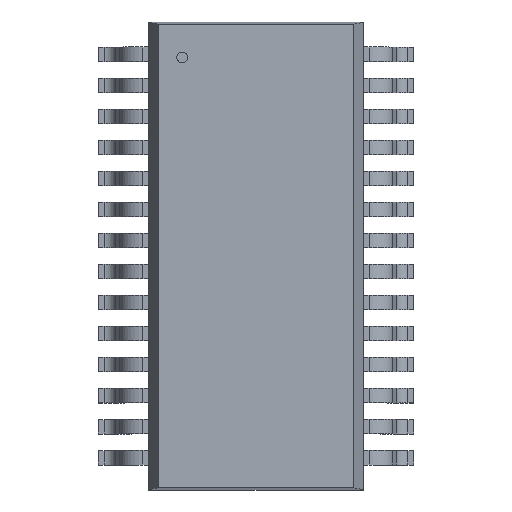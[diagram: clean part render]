
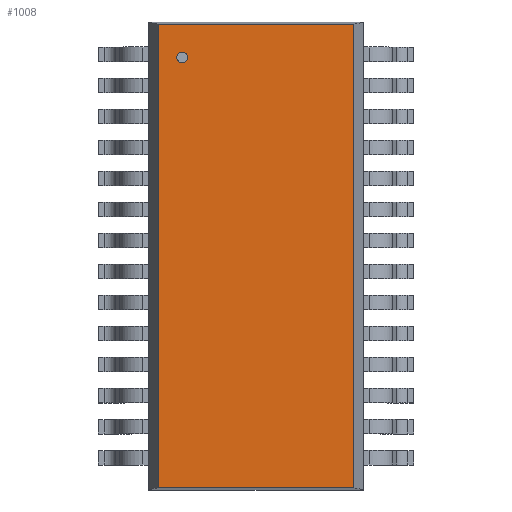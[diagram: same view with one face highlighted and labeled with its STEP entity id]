
A CAD part, top view. The second image highlights one B-rep face of the part: STEP entity #1008.
In plain terms, the highlighted planar face has unit normal (0, 0, 1).
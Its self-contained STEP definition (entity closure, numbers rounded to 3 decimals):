
#1008=ADVANCED_FACE('',(#1014),#1009,.F.);
#1009=PLANE('',#1010);
#1010=AXIS2_PLACEMENT_3D('',#1011,#1012,#1013);
#1011=CARTESIAN_POINT('Origin',(-2.045,-4.849,1.702));
#1012=DIRECTION('center_axis',(0.0,0.0,-1.0));
#1013=DIRECTION('ref_axis',(0.,1.,0.));
#1014=FACE_OUTER_BOUND('',#1015,.T.);
#1015=EDGE_LOOP('',(#1016,#1026,#1036,#1046));
#1016=ORIENTED_EDGE('',*,*,#1017,.F.);
#1017=EDGE_CURVE('',#1018,#1020,#1022,.T.);
#1018=VERTEX_POINT('',#1019);
#1019=CARTESIAN_POINT('',(2.045,-4.849,1.702));
#1020=VERTEX_POINT('',#1021);
#1021=CARTESIAN_POINT('',(-2.045,-4.849,1.702));
#1022=LINE('',#1023,#1024);
#1023=CARTESIAN_POINT('',(2.045,-4.849,1.702));
#1024=VECTOR('',#1025,4.089);
#1025=DIRECTION('',(-1.0,0.0,0.0));
#1026=ORIENTED_EDGE('',*,*,#1027,.F.);
#1027=EDGE_CURVE('',#1028,#1030,#1032,.T.);
#1028=VERTEX_POINT('',#1029);
#1029=CARTESIAN_POINT('',(2.045,4.849,1.702));
#1030=VERTEX_POINT('',#1019);
#1032=LINE('',#1033,#1034);
#1033=CARTESIAN_POINT('',(2.045,4.849,1.702));
#1034=VECTOR('',#1035,9.698);
#1035=DIRECTION('',(0.0,-1.0,0.0));
#1036=ORIENTED_EDGE('',*,*,#1037,.F.);
#1037=EDGE_CURVE('',#1038,#1040,#1042,.T.);
#1038=VERTEX_POINT('',#1039);
#1039=CARTESIAN_POINT('',(-2.045,4.849,1.702));
#1040=VERTEX_POINT('',#1029);
#1042=LINE('',#1043,#1044);
#1043=CARTESIAN_POINT('',(-2.045,4.849,1.702));
#1044=VECTOR('',#1045,4.089);
#1045=DIRECTION('',(1.0,0.0,0.0));
#1046=ORIENTED_EDGE('',*,*,#1047,.F.);
#1047=EDGE_CURVE('',#1048,#1050,#1052,.T.);
#1048=VERTEX_POINT('',#1021);
#1050=VERTEX_POINT('',#1039);
#1052=LINE('',#1053,#1054);
#1053=CARTESIAN_POINT('',(-2.045,-4.849,1.702));
#1054=VECTOR('',#1055,9.698);
#1055=DIRECTION('',(0.0,1.0,0.0));
